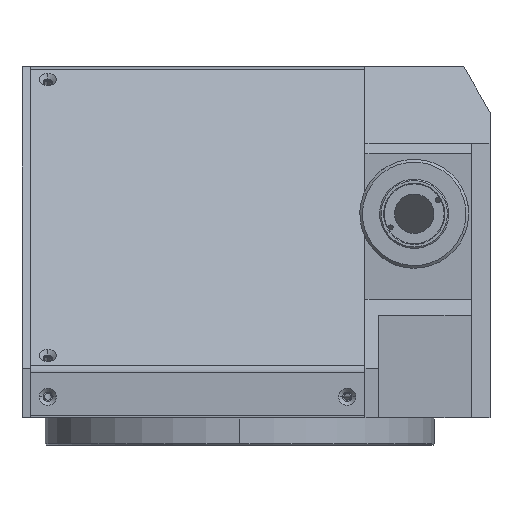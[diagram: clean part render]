
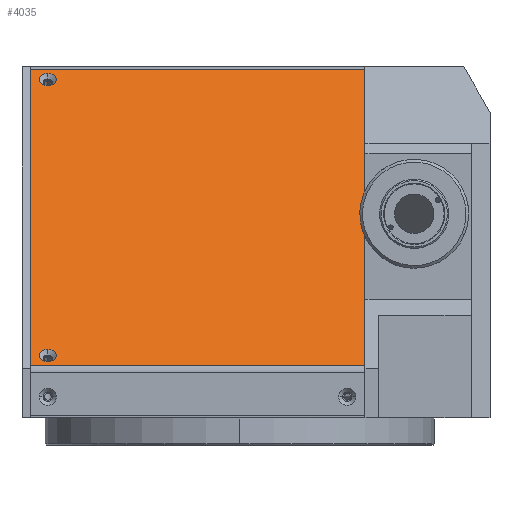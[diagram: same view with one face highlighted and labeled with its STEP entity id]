
A CAD part, left-side view. The second image highlights one B-rep face of the part: STEP entity #4035.
In plain terms, the highlighted planar face has unit normal (-0.707, 0, 0.707).
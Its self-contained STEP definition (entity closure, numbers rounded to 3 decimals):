
#355 = EDGE_CURVE ( 'NONE', #3649, #850, #14495, .T. ) ;
#487 = EDGE_CURVE ( 'NONE', #6048, #9241, #14191, .T. ) ;
#556 = VERTEX_POINT ( 'NONE', #9572 ) ;
#850 = VERTEX_POINT ( 'NONE', #14168 ) ;
#1150 = EDGE_CURVE ( 'NONE', #8558, #556, #13143, .T. ) ;
#1271 = EDGE_CURVE ( 'NONE', #9241, #6048, #8390, .T. ) ;
#1274 = CARTESIAN_POINT ( 'NONE',  ( -76.828, 77., 26.385 ) ) ;
#1316 = EDGE_CURVE ( 'NONE', #850, #3649, #10105, .T. ) ;
#1339 = EDGE_CURVE ( 'NONE', #8558, #5131, #7580, .T. ) ;
#1342 = EDGE_CURVE ( 'NONE', #7949, #5131, #7567, .T. ) ;
#1361 = EDGE_CURVE ( 'NONE', #556, #7949, #6731, .T. ) ;
#2107 = CARTESIAN_POINT ( 'NONE',  ( 30.307, 70.5, 133.52 ) ) ;
#2446 = DIRECTION ( 'NONE',  ( 0.707, 0., 0.707 ) ) ;
#2467 = DIRECTION ( 'NONE',  ( -0.707, 0., 0.707 ) ) ;
#2478 = CARTESIAN_POINT ( 'NONE',  ( -77.414, 294.359, 25.799 ) ) ;
#2676 = PLANE ( 'NONE',  #5406 ) ;
#3649 = VERTEX_POINT ( 'NONE', #8436 ) ;
#3849 = FACE_BOUND ( 'NONE', #7522, .T. ) ;
#4035 = ADVANCED_FACE ( 'NONE', ( #3849, #4050, #4037 ), #2676, .T. ) ;
#4037 = FACE_OUTER_BOUND ( 'NONE', #7455, .T. ) ;
#4050 = FACE_BOUND ( 'NONE', #7264, .T. ) ;
#5131 = VERTEX_POINT ( 'NONE', #1274 ) ;
#5406 = AXIS2_PLACEMENT_3D ( 'NONE', #2478, #2467, #2446 ) ;
#5795 = CARTESIAN_POINT ( 'NONE',  ( 31.615, 77., 134.828 ) ) ;
#6048 = VERTEX_POINT ( 'NONE', #6062 ) ;
#6062 = CARTESIAN_POINT ( 'NONE',  ( 25.852, 70.5, 129.066 ) ) ;
#6281 = ORIENTED_EDGE ( 'NONE', *, *, #1316, .F. ) ;
#6293 = ORIENTED_EDGE ( 'NONE', *, *, #355, .F. ) ;
#6325 = ORIENTED_EDGE ( 'NONE', *, *, #1271, .F. ) ;
#6362 = ORIENTED_EDGE ( 'NONE', *, *, #487, .F. ) ;
#6381 = ORIENTED_EDGE ( 'NONE', *, *, #1339, .T. ) ;
#6396 = ORIENTED_EDGE ( 'NONE', *, *, #1342, .F. ) ;
#6435 = ORIENTED_EDGE ( 'NONE', *, *, #1361, .F. ) ;
#6450 = ORIENTED_EDGE ( 'NONE', *, *, #1150, .F. ) ;
#6565 = AXIS2_PLACEMENT_3D ( 'NONE', #9484, #9427, #9411 ) ;
#6609 = AXIS2_PLACEMENT_3D ( 'NONE', #9800, #9786, #9777 ) ;
#6731 = LINE ( 'NONE', #9271, #7054 ) ;
#6952 = AXIS2_PLACEMENT_3D ( 'NONE', #9817, #9881, #9828 ) ;
#7004 = AXIS2_PLACEMENT_3D ( 'NONE', #11599, #11579, #11560 ) ;
#7054 = VECTOR ( 'NONE', #9244, 1000. ) ;
#7264 = EDGE_LOOP ( 'NONE', ( #6325, #6362 ) ) ;
#7455 = EDGE_LOOP ( 'NONE', ( #6381, #6396, #6435, #6450 ) ) ;
#7522 = EDGE_LOOP ( 'NONE', ( #6281, #6293 ) ) ;
#7567 = LINE ( 'NONE', #9325, #7596 ) ;
#7580 = LINE ( 'NONE', #9495, #9984 ) ;
#7596 = VECTOR ( 'NONE', #10070, 1000. ) ;
#7949 = VERTEX_POINT ( 'NONE', #8387 ) ;
#8387 = CARTESIAN_POINT ( 'NONE',  ( -76.828, -46., 26.385 ) ) ;
#8390 = CIRCLE ( 'NONE', #6609, 3.15 ) ;
#8404 = VECTOR ( 'NONE', #11862, 1000. ) ;
#8436 = CARTESIAN_POINT ( 'NONE',  ( -75.52, 70.5, 27.693 ) ) ;
#8558 = VERTEX_POINT ( 'NONE', #5795 ) ;
#9241 = VERTEX_POINT ( 'NONE', #2107 ) ;
#9244 = DIRECTION ( 'NONE',  ( -0.707, 0., -0.707 ) ) ;
#9271 = CARTESIAN_POINT ( 'NONE',  ( -77.414, -46., 25.799 ) ) ;
#9325 = CARTESIAN_POINT ( 'NONE',  ( -76.828, 294.359, 26.385 ) ) ;
#9364 = DIRECTION ( 'NONE',  ( -0.707, 0., -0.707 ) ) ;
#9411 = DIRECTION ( 'NONE',  ( 0.707, 0., 0.707 ) ) ;
#9427 = DIRECTION ( 'NONE',  ( -0.707, 0., 0.707 ) ) ;
#9484 = CARTESIAN_POINT ( 'NONE',  ( -73.293, 70.5, 29.92 ) ) ;
#9495 = CARTESIAN_POINT ( 'NONE',  ( -77.414, 77., 25.799 ) ) ;
#9572 = CARTESIAN_POINT ( 'NONE',  ( 31.615, -46., 134.828 ) ) ;
#9777 = DIRECTION ( 'NONE',  ( 0.707, 0., 0.707 ) ) ;
#9786 = DIRECTION ( 'NONE',  ( -0.707, 0., 0.707 ) ) ;
#9800 = CARTESIAN_POINT ( 'NONE',  ( 28.08, 70.5, 131.293 ) ) ;
#9817 = CARTESIAN_POINT ( 'NONE',  ( 28.08, 70.5, 131.293 ) ) ;
#9828 = DIRECTION ( 'NONE',  ( 0.707, 0., 0.707 ) ) ;
#9881 = DIRECTION ( 'NONE',  ( -0.707, 0., 0.707 ) ) ;
#9984 = VECTOR ( 'NONE', #9364, 1000. ) ;
#10070 = DIRECTION ( 'NONE',  ( 0., 1., 0. ) ) ;
#10105 = CIRCLE ( 'NONE', #6565, 3.15 ) ;
#11560 = DIRECTION ( 'NONE',  ( 0.707, 0., 0.707 ) ) ;
#11579 = DIRECTION ( 'NONE',  ( -0.707, 0., 0.707 ) ) ;
#11599 = CARTESIAN_POINT ( 'NONE',  ( -73.293, 70.5, 29.92 ) ) ;
#11707 = CARTESIAN_POINT ( 'NONE',  ( 31.615, 294.359, 134.828 ) ) ;
#11862 = DIRECTION ( 'NONE',  ( 0., -1., 0. ) ) ;
#13143 = LINE ( 'NONE', #11707, #8404 ) ;
#14168 = CARTESIAN_POINT ( 'NONE',  ( -71.066, 70.5, 32.148 ) ) ;
#14191 = CIRCLE ( 'NONE', #6952, 3.15 ) ;
#14495 = CIRCLE ( 'NONE', #7004, 3.15 ) ;
